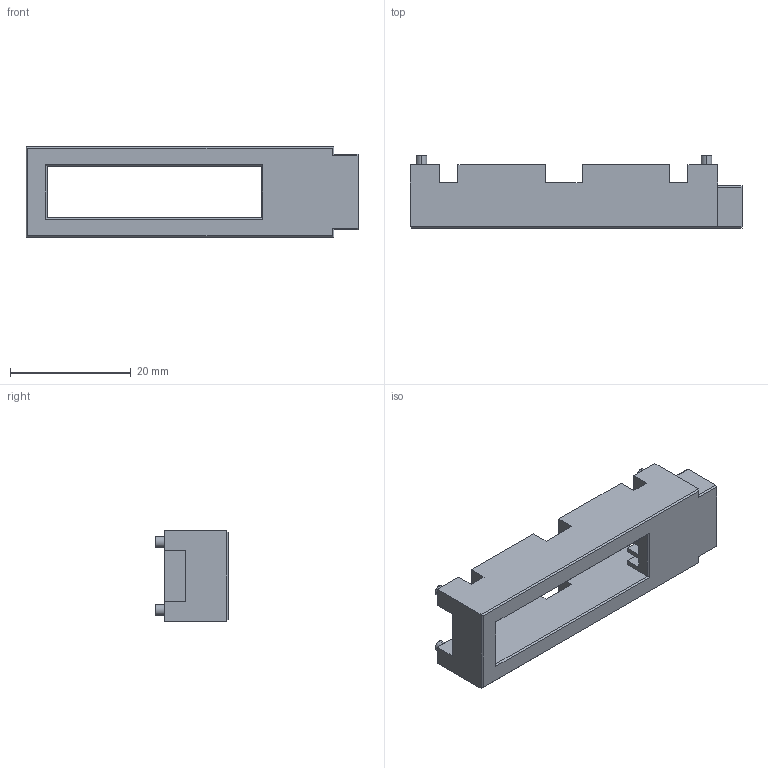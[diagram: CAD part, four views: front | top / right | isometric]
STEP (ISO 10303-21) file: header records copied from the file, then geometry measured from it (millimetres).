
FILE_DESCRIPTION (( 'STEP AP214' ), '1' );
FILE_NAME ('debug_port.STEP', '2023-11-09T04:56:48', ( '' ), ( '' ), '', '', '' );
FILE_SCHEMA (( 'AUTOMOTIVE_DESIGN' ));
Length unit declared in the file: millimetre
Products named in the file (1): debug_port
Bounding box: 55 x 12 x 15 mm (x, y, z)
Volume: 4134.6 mm3; surface area: 3668 mm2
Topology: 1 solids, 1 shells, 87 faces, 235 edges, 152 vertices
Faces by surface type: plane 79, cylinder 8
Entity records: 2704 total; most frequent: CARTESIAN_POINT 475, ORIENTED_EDGE 470, DIRECTION 427, EDGE_CURVE 235, VECTOR 219, LINE 219, VERTEX_POINT 152, AXIS2_PLACEMENT_3D 104
